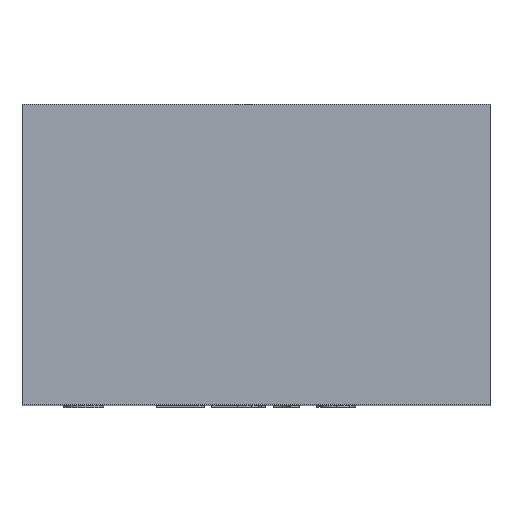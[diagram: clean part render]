
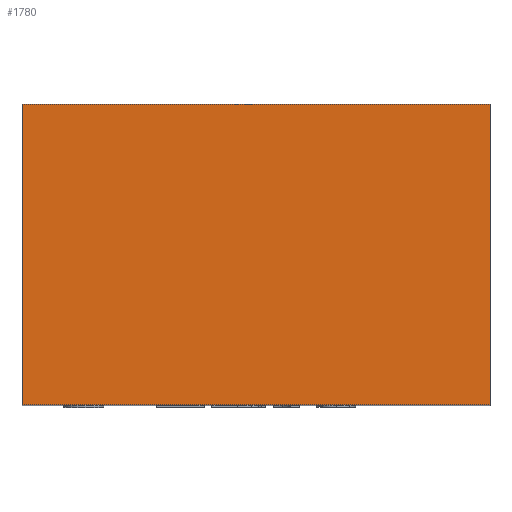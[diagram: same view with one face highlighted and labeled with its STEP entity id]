
A CAD part, top view. The second image highlights one B-rep face of the part: STEP entity #1780.
In plain terms, the highlighted planar face has unit normal (0, 0, 1).
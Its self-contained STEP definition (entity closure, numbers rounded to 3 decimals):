
#254=FACE_OUTER_BOUND('',#357,.T.);
#357=EDGE_LOOP('',(#1586,#1587,#1588,#1589));
#415=LINE('',#2674,#587);
#529=LINE('',#3311,#701);
#530=LINE('',#3314,#702);
#531=LINE('',#3315,#703);
#587=VECTOR('',#1932,10.);
#701=VECTOR('',#2128,10.);
#702=VECTOR('',#2131,10.);
#703=VECTOR('',#2132,10.);
#771=VERTEX_POINT('',#2671);
#772=VERTEX_POINT('',#2673);
#874=VERTEX_POINT('',#3309);
#875=VERTEX_POINT('',#3313);
#967=EDGE_CURVE('',#772,#771,#415,.T.);
#1121=EDGE_CURVE('',#771,#874,#529,.T.);
#1122=EDGE_CURVE('',#875,#874,#530,.T.);
#1123=EDGE_CURVE('',#772,#875,#531,.T.);
#1586=ORIENTED_EDGE('',*,*,#967,.T.);
#1587=ORIENTED_EDGE('',*,*,#1121,.T.);
#1588=ORIENTED_EDGE('',*,*,#1122,.F.);
#1589=ORIENTED_EDGE('',*,*,#1123,.F.);
#1684=PLANE('',#1853);
#1780=ADVANCED_FACE('',(#254),#1684,.T.);
#1853=AXIS2_PLACEMENT_3D('',#3312,#2129,#2130);
#1932=DIRECTION('',(1.,0.,0.));
#2128=DIRECTION('',(0.,1.,0.));
#2129=DIRECTION('center_axis',(0.,0.,1.));
#2130=DIRECTION('ref_axis',(1.,0.,0.));
#2131=DIRECTION('',(1.,0.,0.));
#2132=DIRECTION('',(0.,1.,0.));
#2671=CARTESIAN_POINT('',(11.68,0.,9.66));
#2673=CARTESIAN_POINT('',(0.,0.,9.66));
#2674=CARTESIAN_POINT('',(0.,0.,9.66));
#3309=CARTESIAN_POINT('',(11.68,7.5,9.66));
#3311=CARTESIAN_POINT('',(11.68,0.,9.66));
#3312=CARTESIAN_POINT('Origin',(0.,0.,9.66));
#3313=CARTESIAN_POINT('',(0.,7.5,9.66));
#3314=CARTESIAN_POINT('',(0.,7.5,9.66));
#3315=CARTESIAN_POINT('',(0.,0.,9.66));
